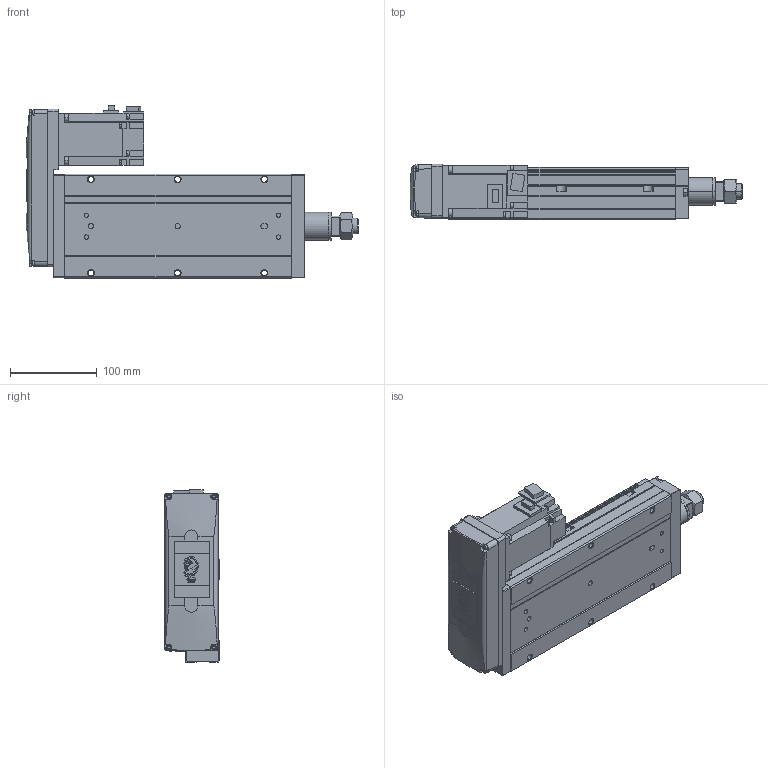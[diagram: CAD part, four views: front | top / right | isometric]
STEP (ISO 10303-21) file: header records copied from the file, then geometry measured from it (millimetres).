
FILE_DESCRIPTION (( 'STEP AP214' ), '1' );
FILE_NAME ('ETU12BL-16XLD-0050-XXXX.STEP', '2025-02-27T13:55:30', ( '' ), ( '' ), 'SwSTEP 2.0', 'SolidWorks 2022', '' );
FILE_SCHEMA (( 'AUTOMOTIVE_DESIGN' ));
Length unit declared in the file: millimetre
Products named in the file (10): FANG STICKER; ETU12BL-0050BODY2; ETU12BL-0050BODY1; ETU12BL-0050SENSOR; ETU12BL-0050MOTOR; ETU12BL-0050BODY0; ETU12BL-0050BODY3; ETU12BL-0050NUT; ETU12BL-16XLD-0050-XXXX; ETU12BL-0050ROD
Assembly tree (10 placements, depth 2):
  ETU12BL-16XLD-0050-XXXX
    ETU12BL-0050BODY0
    ETU12BL-0050BODY1
    ETU12BL-0050BODY2
    ETU12BL-0050MOTOR
    ETU12BL-0050ROD
    ETU12BL-0050NUT
    ETU12BL-0050BODY3
    ETU12BL-0050SENSOR  x2
    FANG STICKER
Bounding box: 382.8 x 63.5 x 198.8 mm (x, y, z)
Volume: 2555913.3 mm3; surface area: 260295.6 mm2
Topology: 10 solids, 10 shells, 921 faces, 2441 edges, 1612 vertices
Faces by surface type: plane 634, cylinder 243, cone 36, torus 8
Entity records: 28836 total; most frequent: CARTESIAN_POINT 5368, ORIENTED_EDGE 4822, DIRECTION 4713, EDGE_CURVE 2411, VECTOR 1851, LINE 1851, VERTEX_POINT 1592, AXIS2_PLACEMENT_3D 1431
